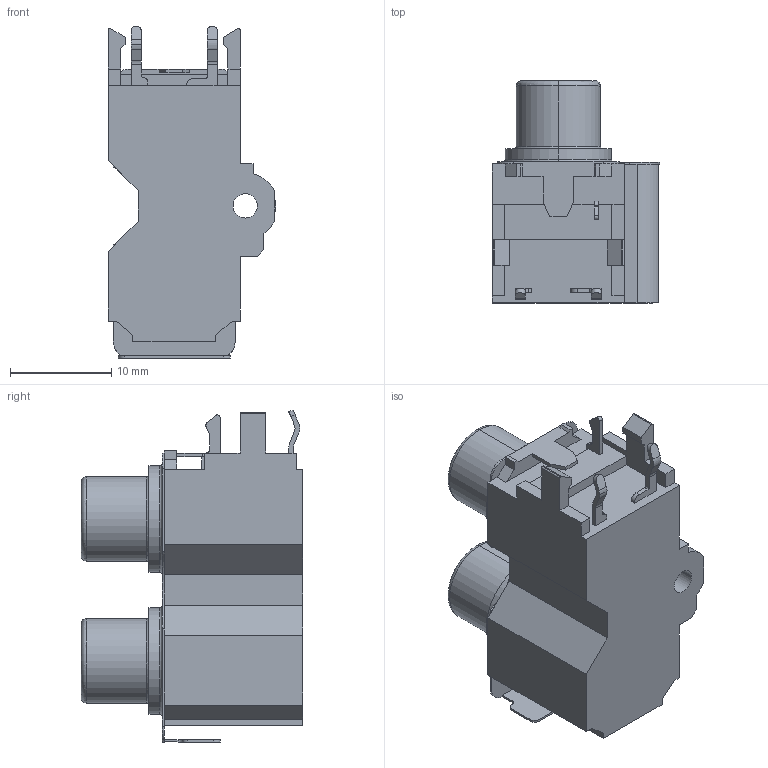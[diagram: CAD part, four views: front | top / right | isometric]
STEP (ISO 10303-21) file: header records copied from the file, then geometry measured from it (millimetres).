
FILE_DESCRIPTION (( 'STEP AP214' ), '1' );
FILE_NAME ('pjras1x2s_Series.STEP', '2014-07-02T16:33:49', ( '' ), ( '' ), 'SwSTEP 2.0', 'SolidWorks 2014', '' );
FILE_SCHEMA (( 'AUTOMOTIVE_DESIGN' ));
Length unit declared in the file: inch
Products named in the file (1): pjras1x2s_Series
Bounding box: 16.5 x 21.89 x 32.74 mm (x, y, z)
Volume: 5420.5 mm3; surface area: 2953.5 mm2
Topology: 1 solids, 1 shells, 207 faces, 548 edges, 356 vertices
Faces by surface type: plane 131, cylinder 57, torus 11, cone 4, bspline 4
Entity records: 6657 total; most frequent: CARTESIAN_POINT 1407, ORIENTED_EDGE 1096, DIRECTION 1076, EDGE_CURVE 548, LINE 394, VECTOR 394, VERTEX_POINT 356, AXIS2_PLACEMENT_3D 341
